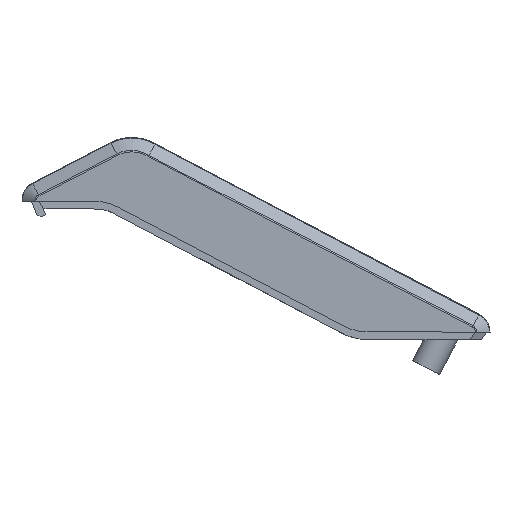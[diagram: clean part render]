
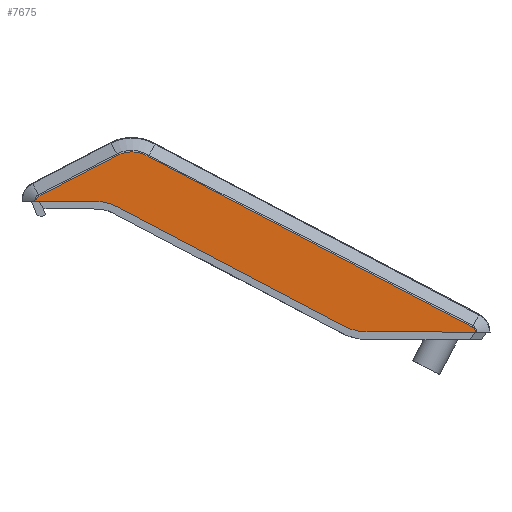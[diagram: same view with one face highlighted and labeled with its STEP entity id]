
A CAD part, left-side view. The second image highlights one B-rep face of the part: STEP entity #7675.
In plain terms, the highlighted planar face has unit normal (-1, 0, 0).
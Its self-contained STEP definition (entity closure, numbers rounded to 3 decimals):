
#74 = EDGE_CURVE ( 'NONE', #2515, #3900, #433, .T. ) ;
#157 = VECTOR ( 'NONE', #1180, 1000. ) ;
#170 = CARTESIAN_POINT ( 'NONE',  ( -79., -35.944, 0.861 ) ) ;
#321 = CARTESIAN_POINT ( 'NONE',  ( -79., -20.286, 0.214 ) ) ;
#426 = EDGE_CURVE ( 'NONE', #7326, #7936, #8940, .T. ) ;
#433 = LINE ( 'NONE', #10288, #4910 ) ;
#597 = ORIENTED_EDGE ( 'NONE', *, *, #5981, .F. ) ;
#632 = CARTESIAN_POINT ( 'NONE',  ( -79., 28.423, 19.603 ) ) ;
#723 = CARTESIAN_POINT ( 'NONE',  ( -79., 12.106, 26.158 ) ) ;
#766 = CARTESIAN_POINT ( 'NONE',  ( -79., 15.765, 26.545 ) ) ;
#1056 = CARTESIAN_POINT ( 'NONE',  ( -79., -36.221, 0.502 ) ) ;
#1057 = CARTESIAN_POINT ( 'NONE',  ( -79., 11.933, 26.056 ) ) ;
#1132 = ORIENTED_EDGE ( 'NONE', *, *, #8681, .F. ) ;
#1180 = DIRECTION ( 'NONE',  ( 0., 1., 0.001 ) ) ;
#1226 = EDGE_CURVE ( 'NONE', #7326, #7091, #9672, .T. ) ;
#1363 = CARTESIAN_POINT ( 'NONE',  ( -79., 17.433, 19.156 ) ) ;
#1441 = DIRECTION ( 'NONE',  ( 1., 0., 0. ) ) ;
#1458 = VERTEX_POINT ( 'NONE', #1057 ) ;
#1526 = CARTESIAN_POINT ( 'NONE',  ( -79., 28.409, 19.443 ) ) ;
#1660 = CARTESIAN_POINT ( 'NONE',  ( -79., 16.493, 26.225 ) ) ;
#1664 = CARTESIAN_POINT ( 'NONE',  ( -79., -17.032, 1.019 ) ) ;
#1791 = CARTESIAN_POINT ( 'NONE',  ( -79., 28.409, 19.443 ) ) ;
#1875 = ORIENTED_EDGE ( 'NONE', *, *, #74, .T. ) ;
#2022 = CARTESIAN_POINT ( 'NONE',  ( -79., -38.401, 0.199 ) ) ;
#2283 = CARTESIAN_POINT ( 'NONE',  ( -79., 28.404, 19.443 ) ) ;
#2514 = CARTESIAN_POINT ( 'NONE',  ( -79., 12.281, 26.254 ) ) ;
#2515 = VERTEX_POINT ( 'NONE', #10536 ) ;
#2639 = VERTEX_POINT ( 'NONE', #8476 ) ;
#2785 = CARTESIAN_POINT ( 'NONE',  ( -79., 28.406, 19.443 ) ) ;
#2833 = B_SPLINE_CURVE_WITH_KNOTS ( 'NONE', 3,
 ( #6989, #723, #2514, #8789, #3421, #9670, #4297, #10575, #5220, #11478, #6122, #766, #7035, #1660 ),
 .UNSPECIFIED., .F., .F.,
 ( 4, 2, 2, 2, 2, 2, 4 ),
 ( 0., 0.001, 0.001, 0.002, 0.003, 0.004, 0.005 ),
 .UNSPECIFIED. ) ;
#3137 = DIRECTION ( 'NONE',  ( 0., 0.888, -0.46 ) ) ;
#3290 = CARTESIAN_POINT ( 'NONE',  ( -79., 28.036, 20.25 ) ) ;
#3421 = CARTESIAN_POINT ( 'NONE',  ( -79., 12.828, 26.486 ) ) ;
#3427 = CARTESIAN_POINT ( 'NONE',  ( -79., -18.031, 0.494 ) ) ;
#3444 = ORIENTED_EDGE ( 'NONE', *, *, #10306, .F. ) ;
#3694 = CARTESIAN_POINT ( 'NONE',  ( -79., 28.407, 19.443 ) ) ;
#3728 = VERTEX_POINT ( 'NONE', #2283 ) ;
#3873 = CARTESIAN_POINT ( 'NONE',  ( -79., 19.688, 19.436 ) ) ;
#3900 = VERTEX_POINT ( 'NONE', #4563 ) ;
#3961 = ORIENTED_EDGE ( 'NONE', *, *, #8862, .T. ) ;
#4048 = CARTESIAN_POINT ( 'NONE',  ( -79., 19.688, 19.436 ) ) ;
#4166 = CARTESIAN_POINT ( 'NONE',  ( -79., 28.167, 20.163 ) ) ;
#4189 = ORIENTED_EDGE ( 'NONE', *, *, #4299, .F. ) ;
#4240 = CARTESIAN_POINT ( 'NONE',  ( -79., -19.158, 0.215 ) ) ;
#4297 = CARTESIAN_POINT ( 'NONE',  ( -79., 13.797, 26.726 ) ) ;
#4299 = EDGE_CURVE ( 'NONE', #7091, #7204, #4491, .T. ) ;
#4491 = B_SPLINE_CURVE_WITH_KNOTS ( 'NONE', 3,
 ( #7042, #4240, #3427, #1664 ),
 .UNSPECIFIED., .F., .F.,
 ( 4, 4 ),
 ( 0., 1. ),
 .UNSPECIFIED. ) ;
#4550 = CARTESIAN_POINT ( 'NONE',  ( -79., -35.81, 0.932 ) ) ;
#4563 = CARTESIAN_POINT ( 'NONE',  ( -79., 28.036, 20.25 ) ) ;
#4625 = CARTESIAN_POINT ( 'NONE',  ( -79., -36.268, 0.353 ) ) ;
#4714 = DIRECTION ( 'NONE',  ( 0., 0.885, 0.466 ) ) ;
#4910 = VECTOR ( 'NONE', #3137, 1000. ) ;
#5088 = CARTESIAN_POINT ( 'NONE',  ( -79., 28.315, 19.978 ) ) ;
#5205 = LINE ( 'NONE', #8926, #9137 ) ;
#5220 = CARTESIAN_POINT ( 'NONE',  ( -79., 14.588, 26.741 ) ) ;
#5358 = DIRECTION ( 'NONE',  ( 0., 0.885, 0.466 ) ) ;
#5539 = CARTESIAN_POINT ( 'NONE',  ( -79., -36.058, 0.755 ) ) ;
#5629 = CARTESIAN_POINT ( 'NONE',  ( -79., -17.032, 1.019 ) ) ;
#5981 = EDGE_CURVE ( 'NONE', #7204, #10960, #6987, .T. ) ;
#5989 = CARTESIAN_POINT ( 'NONE',  ( -79., 28.405, 19.759 ) ) ;
#6122 = CARTESIAN_POINT ( 'NONE',  ( -79., 15.183, 26.675 ) ) ;
#6334 = CARTESIAN_POINT ( 'NONE',  ( -79., 16.434, 18.631 ) ) ;
#6362 = EDGE_CURVE ( 'NONE', #1458, #2515, #2833, .T. ) ;
#6410 = B_SPLINE_CURVE_WITH_KNOTS ( 'NONE', 3,
 ( #3290, #8667, #4166, #10438, #5088, #11338, #5989, #632, #6899, #1526 ),
 .UNSPECIFIED., .F., .F.,
 ( 4, 2, 2, 2, 4 ),
 ( 0., 0., 0., 0.001, 0.001 ),
 .UNSPECIFIED. ) ;
#6436 = CARTESIAN_POINT ( 'NONE',  ( -79., -35.81, 0.932 ) ) ;
#6739 = ORIENTED_EDGE ( 'NONE', *, *, #6362, .T. ) ;
#6810 = PLANE ( 'NONE',  #11293 ) ;
#6899 = CARTESIAN_POINT ( 'NONE',  ( -79., 28.414, 19.523 ) ) ;
#6900 = CARTESIAN_POINT ( 'NONE',  ( -79., -36.276, 0.201 ) ) ;
#6902 = ORIENTED_EDGE ( 'NONE', *, *, #9206, .T. ) ;
#6987 = LINE ( 'NONE', #5629, #11457 ) ;
#6989 = CARTESIAN_POINT ( 'NONE',  ( -79., 11.933, 26.056 ) ) ;
#7035 = CARTESIAN_POINT ( 'NONE',  ( -79., 16.137, 26.409 ) ) ;
#7042 = CARTESIAN_POINT ( 'NONE',  ( -79., -20.286, 0.214 ) ) ;
#7091 = VERTEX_POINT ( 'NONE', #321 ) ;
#7204 = VERTEX_POINT ( 'NONE', #9388 ) ;
#7326 = VERTEX_POINT ( 'NONE', #6900 ) ;
#7344 = DIRECTION ( 'NONE',  ( 0., 1., 0.001 ) ) ;
#7485 = VECTOR ( 'NONE', #7344, 1000. ) ;
#7610 = ORIENTED_EDGE ( 'NONE', *, *, #1226, .F. ) ;
#7652 = EDGE_CURVE ( 'NONE', #10960, #2639, #10137, .T. ) ;
#7675 = ADVANCED_FACE ( 'NONE', ( #8167 ), #6810, .F. ) ;
#7689 = CARTESIAN_POINT ( 'NONE',  ( -79., 19.694, 12.436 ) ) ;
#7723 = DIRECTION ( 'NONE',  ( 0., 0., -1. ) ) ;
#7784 = LINE ( 'NONE', #3873, #7485 ) ;
#7936 = VERTEX_POINT ( 'NONE', #4550 ) ;
#8156 = EDGE_LOOP ( 'NONE', ( #7610, #8715, #6902, #6739, #1875, #3961, #3444, #1132, #10535, #597, #4189 ) ) ;
#8167 = FACE_OUTER_BOUND ( 'NONE', #8156, .T. ) ;
#8476 = CARTESIAN_POINT ( 'NONE',  ( -79., 19.688, 19.436 ) ) ;
#8667 = CARTESIAN_POINT ( 'NONE',  ( -79., 28.106, 20.213 ) ) ;
#8681 = EDGE_CURVE ( 'NONE', #2639, #3728, #7784, .T. ) ;
#8715 = ORIENTED_EDGE ( 'NONE', *, *, #426, .T. ) ;
#8789 = CARTESIAN_POINT ( 'NONE',  ( -79., 12.643, 26.417 ) ) ;
#8862 = EDGE_CURVE ( 'NONE', #3900, #10390, #6410, .T. ) ;
#8926 = CARTESIAN_POINT ( 'NONE',  ( -79., 11.935, 26.057 ) ) ;
#8940 = B_SPLINE_CURVE_WITH_KNOTS ( 'NONE', 3,
 ( #10886, #4625, #1056, #5539, #170, #6436 ),
 .UNSPECIFIED., .F., .F.,
 ( 4, 2, 4 ),
 ( 0., 0., 0.001 ),
 .UNSPECIFIED. ) ;
#9057 = CARTESIAN_POINT ( 'NONE',  ( -79., 28.404, 19.443 ) ) ;
#9137 = VECTOR ( 'NONE', #5358, 1000. ) ;
#9206 = EDGE_CURVE ( 'NONE', #7936, #1458, #5205, .T. ) ;
#9388 = CARTESIAN_POINT ( 'NONE',  ( -79., -17.032, 1.019 ) ) ;
#9413 = CARTESIAN_POINT ( 'NONE',  ( -79., 18.56, 19.435 ) ) ;
#9670 = CARTESIAN_POINT ( 'NONE',  ( -79., 13.397, 26.659 ) ) ;
#9672 = LINE ( 'NONE', #2022, #157 ) ;
#9937 = CARTESIAN_POINT ( 'NONE',  ( -79., 28.409, 19.443 ) ) ;
#10137 = B_SPLINE_CURVE_WITH_KNOTS ( 'NONE', 3,
 ( #6334, #1363, #9413, #4048 ),
 .UNSPECIFIED., .F., .F.,
 ( 4, 4 ),
 ( 0., 1. ),
 .UNSPECIFIED. ) ;
#10288 = CARTESIAN_POINT ( 'NONE',  ( -79., 28.036, 20.25 ) ) ;
#10306 = EDGE_CURVE ( 'NONE', #3728, #10390, #10409, .T. ) ;
#10390 = VERTEX_POINT ( 'NONE', #1791 ) ;
#10409 = B_SPLINE_CURVE_WITH_KNOTS ( 'NONE', 3,
 ( #9057, #2785, #3694, #9937 ),
 .UNSPECIFIED., .F., .F.,
 ( 4, 4 ),
 ( 0., 0.019 ),
 .UNSPECIFIED. ) ;
#10438 = CARTESIAN_POINT ( 'NONE',  ( -79., 28.272, 20.044 ) ) ;
#10487 = CARTESIAN_POINT ( 'NONE',  ( -79., 16.434, 18.631 ) ) ;
#10535 = ORIENTED_EDGE ( 'NONE', *, *, #7652, .F. ) ;
#10536 = CARTESIAN_POINT ( 'NONE',  ( -79., 16.493, 26.225 ) ) ;
#10575 = CARTESIAN_POINT ( 'NONE',  ( -79., 14.39, 26.747 ) ) ;
#10886 = CARTESIAN_POINT ( 'NONE',  ( -79., -36.276, 0.201 ) ) ;
#10960 = VERTEX_POINT ( 'NONE', #10487 ) ;
#11293 = AXIS2_PLACEMENT_3D ( 'NONE', #7689, #1441, #7723 ) ;
#11338 = CARTESIAN_POINT ( 'NONE',  ( -79., 28.382, 19.834 ) ) ;
#11457 = VECTOR ( 'NONE', #4714, 1000. ) ;
#11478 = CARTESIAN_POINT ( 'NONE',  ( -79., 14.984, 26.705 ) ) ;
